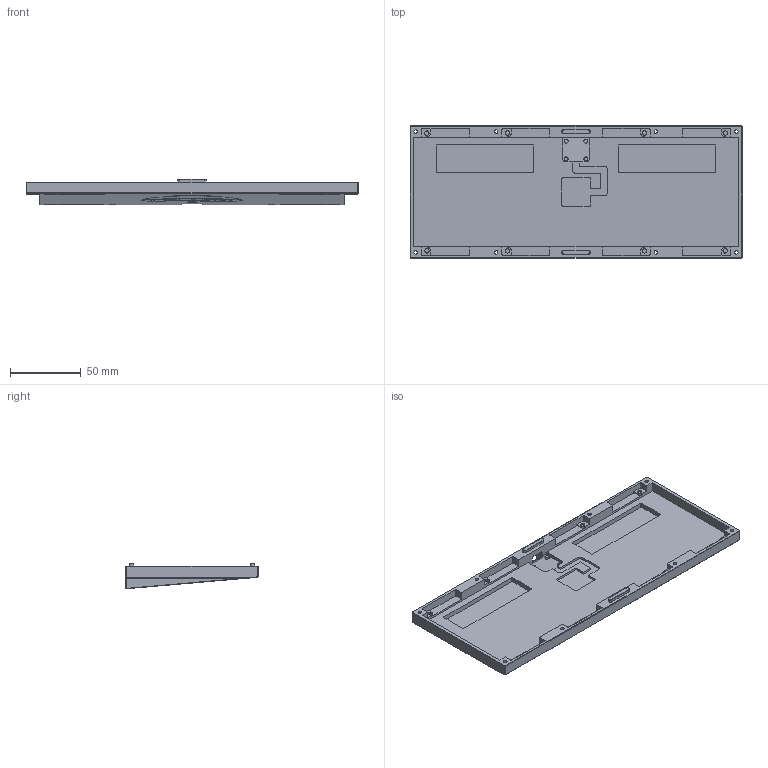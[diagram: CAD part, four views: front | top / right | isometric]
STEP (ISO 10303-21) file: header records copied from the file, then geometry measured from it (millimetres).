
FILE_DESCRIPTION(/* description */ ('STEP AP242 Edition 2','CAx-IF Rec.Pracs.---Representation and Presentation of Product Manufacturing Information (PMI)---4.0---2014-10-13','CAx-IF Rec.Pracs.---3D Tessellated Geometry---0.4---2014-09-14','2;1','CAx-IF Rec.Pracs.---User Defined Attributes---1.5---2016-08-15'),/* implementation_level */ '2;1');
FILE_NAME(/* name */ '698dda71768197fb8a8055ff',/* time_stamp */ '2026-02-12T13:49:37Z',/* author */ (''),/* organization */ (''),/* preprocessor_version */ 'ST-DEVELOPER v20',/* originating_system */ 'ONSHAPE BY PTC INC, 1.210',/* authorisation */ ' ');
FILE_SCHEMA (('AP242_MANAGED_MODEL_BASED_3D_ENGINEERING_MIM_LF { 1 0 10303 442 3 1 4 }'));
Length unit declared in the file: metre
Products named in the file (1): Boyardee_Bottom
Bounding box: 234.95 x 93.55 x 18.06 mm (x, y, z)
Volume: 107055.5 mm3; surface area: 60196.8 mm2
Topology: 1 solids, 1 shells, 462 faces, 1189 edges, 778 vertices
Faces by surface type: plane 288, cylinder 139, bspline 21, cone 8, torus 6
Full cylindrical faces by diameter (mm): 2.4 x8, 2.9 x4, 3.1 x8, 4.25 x8
Entity records: 15083 total; most frequent: CARTESIAN_POINT 3767, ORIENTED_EDGE 2310, DIRECTION 2303, EDGE_CURVE 1155, LINE 811, VECTOR 811, VERTEX_POINT 772, AXIS2_PLACEMENT_3D 746
